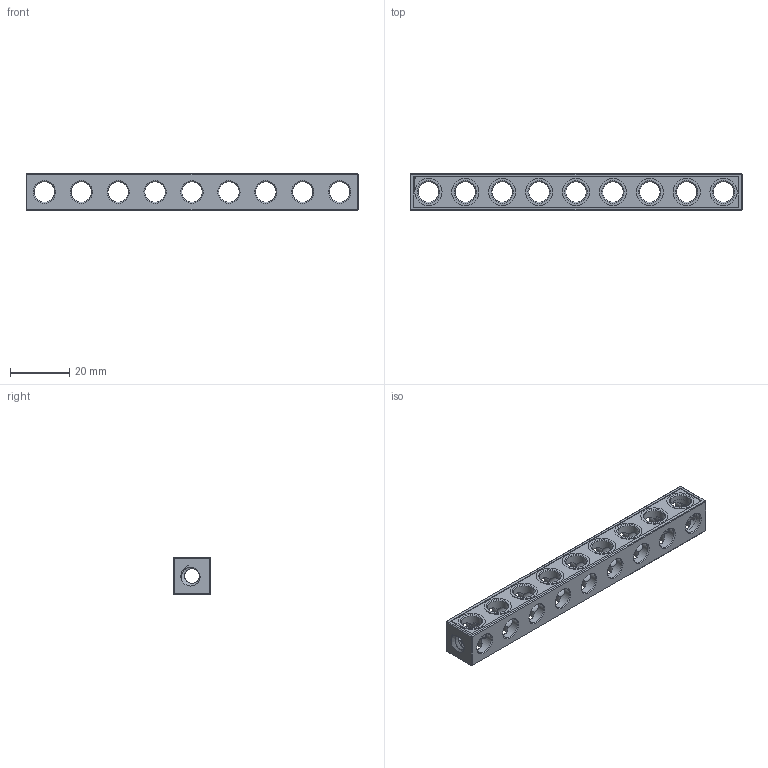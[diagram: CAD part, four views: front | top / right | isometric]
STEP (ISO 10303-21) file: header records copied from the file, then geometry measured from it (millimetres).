
FILE_DESCRIPTION(('FreeCAD Model'),'2;1');
FILE_NAME('Open CASCADE Shape Model','2021-07-01T22:43:27',( 'Paulo Kiefe'),('STEMFIE.org'),'Open CASCADE STEP processor 7.4', 'FreeCAD','Unknown');
FILE_SCHEMA(('AUTOMOTIVE_DESIGN { 1 0 10303 214 1 1 1 1 }'));
Products named in the file (1): Beam_STR_ESS_ERHRH_DE_BU09x01x01_-_SPN-BEM-0808_(stemfie.org)
Bounding box: 112.5 x 12.5 x 12.5 mm (x, y, z)
Volume: 8914.5 mm3; surface area: 8398 mm2
Topology: 1 solids, 1 shells, 666 faces, 1980 edges, 1326 vertices
Faces by surface type: plane 343, extrusion 194, cylinder 57, cone 36, bspline 36
Full cylindrical faces by diameter (mm): 7 x48, 9.2 x9
Entity records: 87647 total; most frequent: CARTESIAN_POINT 51249, DIRECTION 5493, VECTOR 4028, ORIENTED_EDGE 3960, PCURVE 3960, DEFINITIONAL_REPRESENTATION 3960, LINE 3834, EDGE_CURVE 1980
